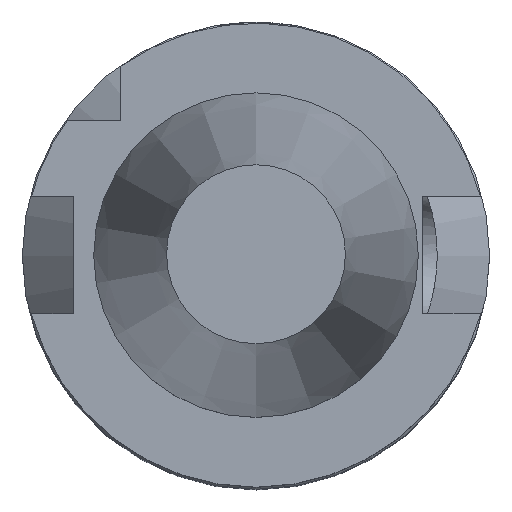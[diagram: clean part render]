
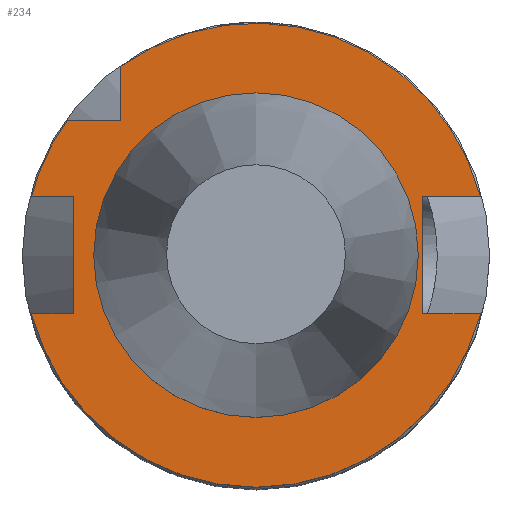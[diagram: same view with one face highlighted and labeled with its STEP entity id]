
A CAD part, top view. The second image highlights one B-rep face of the part: STEP entity #234.
In plain terms, the highlighted planar face has unit normal (0, 0, 1).
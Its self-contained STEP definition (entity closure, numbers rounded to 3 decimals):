
#174=EDGE_CURVE('240[2]',#529,#532,#533,.T.);
#187=EDGE_CURVE('240[2]',#555,#556,#557,.T.);
#199=EDGE_CURVE('240[2]',#576,#543,#577,.T.);
#219=EDGE_CURVE('240[2]',#556,#607,#608,.T.);
#234=ADVANCED_FACE('240[2]',(#632,#633),#634,.T.);
#240=EDGE_CURVE('240[2]',#543,#642,#643,.T.);
#347=EDGE_CURVE('240[2]',#642,#572,#791,.T.);
#415=EDGE_CURVE('240[2]',#576,#879,#880,.T.);
#457=EDGE_CURVE('240[2]',#532,#879,#932,.T.);
#482=EDGE_CURVE('240[2]',#555,#572,#961,.T.);
#484=EDGE_CURVE('240[2]',#607,#942,#963,.T.);
#492=EDGE_CURVE('240[2]',#971,#971,#972,.T.);
#499=EDGE_CURVE('240[2]',#529,#942,#981,.T.);
#529=VERTEX_POINT('',#1002);
#532=VERTEX_POINT('',#1007);
#533=LINE('',#1008,#1009);
#543=VERTEX_POINT('',#1023);
#555=VERTEX_POINT('',#1041);
#556=VERTEX_POINT('',#1042);
#557=LINE('',#1043,#1044);
#572=VERTEX_POINT('',#1064);
#576=VERTEX_POINT('',#1070);
#577=LINE('',#1071,#1072);
#607=VERTEX_POINT('',#1112);
#608=LINE('',#1113,#1114);
#632=FACE_BOUND('',#1149,.T.);
#633=FACE_OUTER_BOUND('',#1150,.T.);
#634=PLANE('',#1151);
#642=VERTEX_POINT('',#1162);
#643=LINE('',#1163,#1164);
#791=LINE('',#1428,#1429);
#879=VERTEX_POINT('',#1628);
#880=CIRCLE('',#1629,31.775);
#932=LINE('',#1716,#1717);
#942=VERTEX_POINT('',#1743);
#961=CIRCLE('',#1789,31.775);
#963=LINE('',#1792,#1793);
#971=VERTEX_POINT('',#1807);
#972=CIRCLE('',#1808,22.225);
#981=CIRCLE('',#1821,31.775);
#1002=CARTESIAN_POINT('',(-18.5,25.834,-3.2));
#1007=CARTESIAN_POINT('',(-18.5,18.5,-3.2));
#1008=CARTESIAN_POINT('',(-18.5,25.333,-3.2));
#1009=VECTOR('',#1944,1.0);
#1023=CARTESIAN_POINT('',(-25.0,8.05,-3.2));
#1041=CARTESIAN_POINT('',(30.738,-8.05,-3.2));
#1042=CARTESIAN_POINT('',(22.8,-8.05,-3.2));
#1043=CARTESIAN_POINT('',(14.025,-8.05,-3.2));
#1044=VECTOR('',#1957,1.0);
#1064=CARTESIAN_POINT('',(-30.738,-8.05,-3.2));
#1070=CARTESIAN_POINT('',(-30.738,8.05,-3.2));
#1071=CARTESIAN_POINT('',(-14.575,8.05,-3.2));
#1072=VECTOR('',#1975,1.0);
#1112=CARTESIAN_POINT('',(22.8,8.05,-3.2));
#1113=CARTESIAN_POINT('',(22.8,13.5,-3.2));
#1114=VECTOR('',#2006,1.0);
#1149=EDGE_LOOP('',(#2018));
#1150=EDGE_LOOP('',(#2019,#2020,#2021,#2022,#2023,#2024,#2025,#2026,#2027,#2028,#2029));
#1151=AXIS2_PLACEMENT_3D('',#2030,#2031,#2032);
#1162=CARTESIAN_POINT('',(-25.,-8.05,-3.2));
#1163=CARTESIAN_POINT('',(-25.0,13.5,-3.2));
#1164=VECTOR('',#2039,1.0);
#1428=CARTESIAN_POINT('',(-14.575,-8.05,-3.2));
#1429=VECTOR('',#2253,1.0);
#1628=CARTESIAN_POINT('',(-25.834,18.5,-3.2));
#1629=AXIS2_PLACEMENT_3D('',#2364,#2365,#2366);
#1716=CARTESIAN_POINT('',(-11.833,18.5,-3.2));
#1717=VECTOR('',#2436,1.0);
#1743=CARTESIAN_POINT('',(30.738,8.05,-3.2));
#1789=AXIS2_PLACEMENT_3D('',#2458,#2459,#2460);
#1792=CARTESIAN_POINT('',(14.025,8.05,-3.2));
#1793=VECTOR('',#2461,1.0);
#1807=CARTESIAN_POINT('',(0.,22.225,-3.2));
#1808=AXIS2_PLACEMENT_3D('',#2467,#2468,#2469);
#1821=AXIS2_PLACEMENT_3D('',#2477,#2478,#2479);
#1944=DIRECTION('',(0.,-1.0,0.));
#1957=DIRECTION('',(-1.0,0.,0.));
#1975=DIRECTION('',(1.0,0.,0.));
#2006=DIRECTION('',(0.,1.0,0.));
#2018=ORIENTED_EDGE('',*,*,#492,.T.);
#2019=ORIENTED_EDGE('',*,*,#174,.T.);
#2020=ORIENTED_EDGE('',*,*,#457,.T.);
#2021=ORIENTED_EDGE('',*,*,#415,.F.);
#2022=ORIENTED_EDGE('',*,*,#199,.T.);
#2023=ORIENTED_EDGE('',*,*,#240,.T.);
#2024=ORIENTED_EDGE('',*,*,#347,.T.);
#2025=ORIENTED_EDGE('',*,*,#482,.F.);
#2026=ORIENTED_EDGE('',*,*,#187,.T.);
#2027=ORIENTED_EDGE('',*,*,#219,.T.);
#2028=ORIENTED_EDGE('',*,*,#484,.T.);
#2029=ORIENTED_EDGE('',*,*,#499,.F.);
#2030=CARTESIAN_POINT('',(0.,27.0,-3.2));
#2031=DIRECTION('',(0.,0.,1.0));
#2032=DIRECTION('',(0.,-1.0,0.));
#2039=DIRECTION('',(0.,-1.0,0.));
#2253=DIRECTION('',(-1.0,0.,0.));
#2364=CARTESIAN_POINT('',(0.,0.,-3.2));
#2365=DIRECTION('',(0.,0.,-1.0));
#2366=DIRECTION('',(0.,1.0,0.));
#2436=DIRECTION('',(-1.0,0.,0.));
#2458=CARTESIAN_POINT('',(0.,0.,-3.2));
#2459=DIRECTION('',(0.,0.,-1.0));
#2460=DIRECTION('',(0.,1.0,0.));
#2461=DIRECTION('',(1.0,0.0,0.));
#2467=CARTESIAN_POINT('',(0.,0.,-3.2));
#2468=DIRECTION('',(0.,0.,-1.0));
#2469=DIRECTION('',(0.,1.0,0.));
#2477=CARTESIAN_POINT('',(0.,0.,-3.2));
#2478=DIRECTION('',(0.,0.,-1.0));
#2479=DIRECTION('',(0.,1.0,0.));
